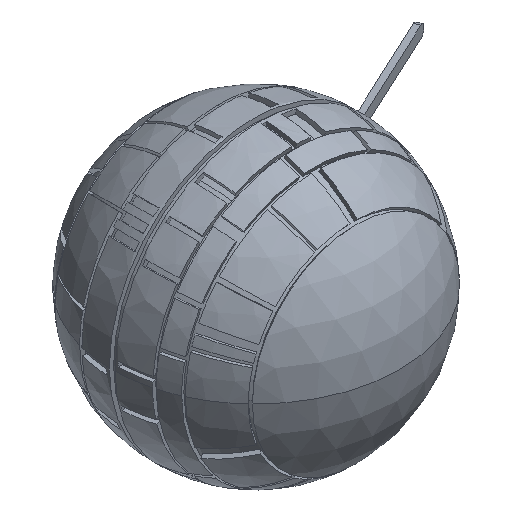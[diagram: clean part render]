
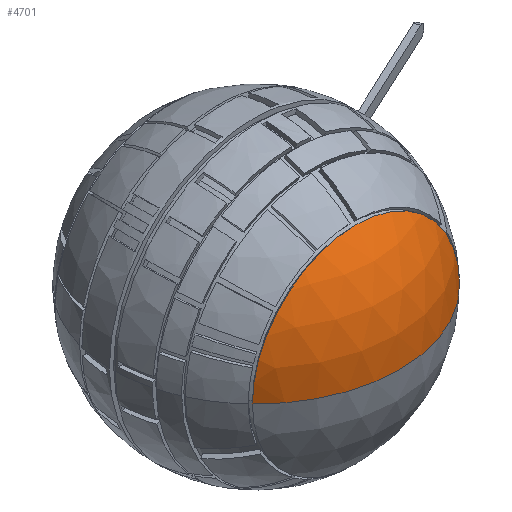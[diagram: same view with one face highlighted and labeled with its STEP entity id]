
A CAD part, isometric view. The second image highlights one B-rep face of the part: STEP entity #4701.
In plain terms, the highlighted spherical face has radius 50 mm.
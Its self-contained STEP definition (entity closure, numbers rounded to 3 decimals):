
#1017 = DIRECTION ( 'NONE',  ( 0., 0., 1. ) ) ;
#1021 = CARTESIAN_POINT ( 'NONE',  ( 0., 0., 0. ) ) ;
#1029 = DIRECTION ( 'NONE',  ( 1., 0., 0. ) ) ;
#1118 = CARTESIAN_POINT ( 'NONE',  ( 0., 0., 0. ) ) ;
#1124 = DIRECTION ( 'NONE',  ( 0., 0., -1. ) ) ;
#1132 = DIRECTION ( 'NONE',  ( -1., 0., 0. ) ) ;
#1229 = DIRECTION ( 'NONE',  ( 0., 0., -1. ) ) ;
#1241 = DIRECTION ( 'NONE',  ( 0., -1., 0. ) ) ;
#1247 = CARTESIAN_POINT ( 'NONE',  ( 0., -34.726, 0. ) ) ;
#3588 = EDGE_CURVE ( 'NONE', #5680, #5634, #15881, .T. ) ;
#4701 = ADVANCED_FACE ( 'NONE', ( #19964 ), #19984, .T. ) ;
#5562 = VERTEX_POINT ( 'NONE', #23832 ) ;
#5634 = VERTEX_POINT ( 'NONE', #23918 ) ;
#5652 = VERTEX_POINT ( 'NONE', #23942 ) ;
#5680 = VERTEX_POINT ( 'NONE', #23925 ) ;
#8680 = EDGE_LOOP ( 'NONE', ( #28075, #28085, #9974, #28050 ) ) ;
#9974 = ORIENTED_EDGE ( 'NONE', *, *, #12783, .T. ) ;
#12713 = EDGE_CURVE ( 'NONE', #5562, #5652, #29836, .T. ) ;
#12748 = EDGE_CURVE ( 'NONE', #5562, #5634, #29866, .T. ) ;
#12783 = EDGE_CURVE ( 'NONE', #5652, #5680, #29855, .T. ) ;
#15881 = CIRCLE ( 'NONE', #17043, 35.973 ) ;
#16264 = DIRECTION ( 'NONE',  ( 0., -1., 0. ) ) ;
#16266 = DIRECTION ( 'NONE',  ( 0., 0., -1. ) ) ;
#16293 = CARTESIAN_POINT ( 'NONE',  ( 0., -34.726, 0. ) ) ;
#16875 = AXIS2_PLACEMENT_3D ( 'NONE', #19122, #19128, #19118 ) ;
#17043 = AXIS2_PLACEMENT_3D ( 'NONE', #16293, #16264, #16266 ) ;
#19118 = DIRECTION ( 'NONE',  ( 1., 0., 0. ) ) ;
#19122 = CARTESIAN_POINT ( 'NONE',  ( 0., 0., 0. ) ) ;
#19128 = DIRECTION ( 'NONE',  ( 0., 0., -1. ) ) ;
#19964 = FACE_OUTER_BOUND ( 'NONE', #8680, .T. ) ;
#19984 = SPHERICAL_SURFACE ( 'NONE', #16875, 50. ) ;
#22289 = AXIS2_PLACEMENT_3D ( 'NONE', #1021, #1017, #1029 ) ;
#22311 = AXIS2_PLACEMENT_3D ( 'NONE', #1118, #1124, #1132 ) ;
#22348 = AXIS2_PLACEMENT_3D ( 'NONE', #1247, #1241, #1229 ) ;
#23832 = CARTESIAN_POINT ( 'NONE',  ( 0., -50., 0. ) ) ;
#23918 = CARTESIAN_POINT ( 'NONE',  ( -35.973, -34.726, 0. ) ) ;
#23925 = CARTESIAN_POINT ( 'NONE',  ( 0., -34.726, 35.973 ) ) ;
#23942 = CARTESIAN_POINT ( 'NONE',  ( 35.973, -34.726, 0. ) ) ;
#28050 = ORIENTED_EDGE ( 'NONE', *, *, #3588, .T. ) ;
#28075 = ORIENTED_EDGE ( 'NONE', *, *, #12748, .F. ) ;
#28085 = ORIENTED_EDGE ( 'NONE', *, *, #12713, .T. ) ;
#29836 = CIRCLE ( 'NONE', #22289, 50. ) ;
#29855 = CIRCLE ( 'NONE', #22348, 35.973 ) ;
#29866 = CIRCLE ( 'NONE', #22311, 50. ) ;
